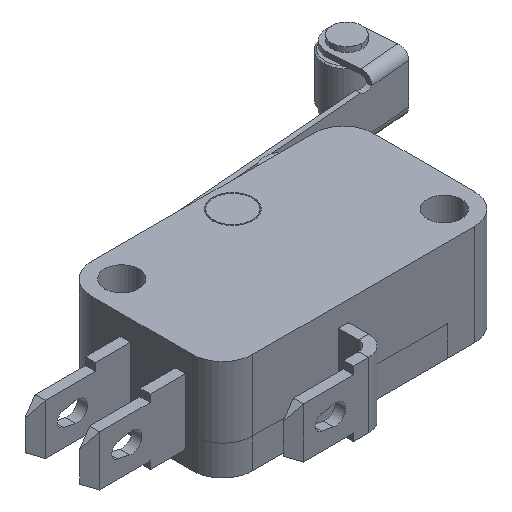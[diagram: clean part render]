
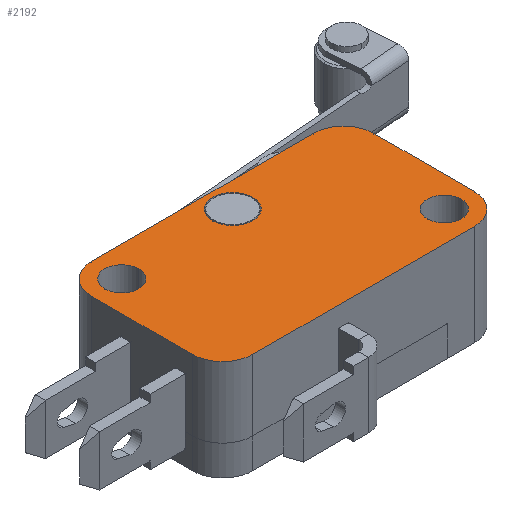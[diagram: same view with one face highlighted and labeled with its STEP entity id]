
A CAD part, isometric view. The second image highlights one B-rep face of the part: STEP entity #2192.
In plain terms, the highlighted planar face has unit normal (0, 0, 1).
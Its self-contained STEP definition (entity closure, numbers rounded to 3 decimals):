
#36 = VERTEX_POINT ( 'NONE', #2211 ) ;
#132 = ORIENTED_EDGE ( 'NONE', *, *, #142, .T. ) ;
#142 = EDGE_CURVE ( 'NONE', #5560, #2462, #1917, .T. ) ;
#234 = DIRECTION ( 'NONE',  ( -1., 0., 0. ) ) ;
#273 = CIRCLE ( 'NONE', #1397, 3. ) ;
#354 = VERTEX_POINT ( 'NONE', #6636 ) ;
#360 = DIRECTION ( 'NONE',  ( 0., 0., 1. ) ) ;
#439 = CARTESIAN_POINT ( 'NONE',  ( 11., 8., 10. ) ) ;
#444 = VECTOR ( 'NONE', #2970, 1000. ) ;
#478 = CARTESIAN_POINT ( 'NONE',  ( -1.5, 5.5, 10. ) ) ;
#492 = CIRCLE ( 'NONE', #6850, 1.7 ) ;
#553 = VECTOR ( 'NONE', #7395, 1000. ) ;
#577 = EDGE_CURVE ( 'NONE', #6554, #354, #5723, .T. ) ;
#594 = FACE_BOUND ( 'NONE', #4391, .T. ) ;
#664 = CIRCLE ( 'NONE', #7291, 3. ) ;
#968 = DIRECTION ( 'NONE',  ( 0., 0., -1. ) ) ;
#985 = ORIENTED_EDGE ( 'NONE', *, *, #5624, .T. ) ;
#1094 = AXIS2_PLACEMENT_3D ( 'NONE', #6473, #7710, #5868 ) ;
#1103 = EDGE_LOOP ( 'NONE', ( #6417, #5648 ) ) ;
#1312 = CARTESIAN_POINT ( 'NONE',  ( -14., -8., 10. ) ) ;
#1323 = DIRECTION ( 'NONE',  ( -1., 0., 0. ) ) ;
#1397 = AXIS2_PLACEMENT_3D ( 'NONE', #6232, #3283, #234 ) ;
#1436 = CARTESIAN_POINT ( 'NONE',  ( 11., -8., 10. ) ) ;
#1440 = CIRCLE ( 'NONE', #6898, 3. ) ;
#1462 = AXIS2_PLACEMENT_3D ( 'NONE', #2667, #7495, #2115 ) ;
#1511 = CARTESIAN_POINT ( 'NONE',  ( 9.3, -5., 10. ) ) ;
#1530 = DIRECTION ( 'NONE',  ( 0., 0., 1. ) ) ;
#1636 = CARTESIAN_POINT ( 'NONE',  ( -11., 5., 10. ) ) ;
#1730 = VERTEX_POINT ( 'NONE', #4502 ) ;
#1803 = DIRECTION ( 'NONE',  ( 0., 1., 0. ) ) ;
#1830 = VERTEX_POINT ( 'NONE', #7766 ) ;
#1889 = EDGE_CURVE ( 'NONE', #3287, #5290, #1440, .T. ) ;
#1917 = CIRCLE ( 'NONE', #3347, 3. ) ;
#1934 = CARTESIAN_POINT ( 'NONE',  ( -11., -5., 10. ) ) ;
#1976 = ORIENTED_EDGE ( 'NONE', *, *, #1889, .T. ) ;
#1982 = CIRCLE ( 'NONE', #2205, 1.7 ) ;
#2115 = DIRECTION ( 'NONE',  ( 1., 0., 0. ) ) ;
#2192 = ADVANCED_FACE ( 'NONE', ( #594, #3142, #5986, #3230 ), #2753, .F. ) ;
#2205 = AXIS2_PLACEMENT_3D ( 'NONE', #6028, #6572, #2985 ) ;
#2211 = CARTESIAN_POINT ( 'NONE',  ( -9.3, 5., 10. ) ) ;
#2226 = CIRCLE ( 'NONE', #6119, 1.7 ) ;
#2357 = VERTEX_POINT ( 'NONE', #3397 ) ;
#2419 = ORIENTED_EDGE ( 'NONE', *, *, #5321, .F. ) ;
#2462 = VERTEX_POINT ( 'NONE', #439 ) ;
#2581 = ORIENTED_EDGE ( 'NONE', *, *, #6839, .T. ) ;
#2630 = ORIENTED_EDGE ( 'NONE', *, *, #5726, .T. ) ;
#2651 = EDGE_CURVE ( 'NONE', #36, #6750, #492, .T. ) ;
#2667 = CARTESIAN_POINT ( 'NONE',  ( 11., -5., 10. ) ) ;
#2714 = LINE ( 'NONE', #3546, #444 ) ;
#2723 = CIRCLE ( 'NONE', #6719, 2. ) ;
#2753 = PLANE ( 'NONE',  #4883 ) ;
#2777 = CARTESIAN_POINT ( 'NONE',  ( 11., -5., 10. ) ) ;
#2790 = ORIENTED_EDGE ( 'NONE', *, *, #6316, .F. ) ;
#2804 = CARTESIAN_POINT ( 'NONE',  ( 0., 0., 10. ) ) ;
#2970 = DIRECTION ( 'NONE',  ( -1., 0., 0. ) ) ;
#2985 = DIRECTION ( 'NONE',  ( 1., 0., 0. ) ) ;
#3142 = FACE_BOUND ( 'NONE', #7164, .T. ) ;
#3153 = CARTESIAN_POINT ( 'NONE',  ( -11., -8., 10. ) ) ;
#3230 = FACE_OUTER_BOUND ( 'NONE', #4532, .T. ) ;
#3283 = DIRECTION ( 'NONE',  ( 0., 0., 1. ) ) ;
#3287 = VERTEX_POINT ( 'NONE', #5647 ) ;
#3298 = DIRECTION ( 'NONE',  ( 1., 0., 0. ) ) ;
#3347 = AXIS2_PLACEMENT_3D ( 'NONE', #7714, #5347, #5367 ) ;
#3397 = CARTESIAN_POINT ( 'NONE',  ( 2.5, 5.5, 10. ) ) ;
#3546 = CARTESIAN_POINT ( 'NONE',  ( -14., 8., 10. ) ) ;
#3580 = LINE ( 'NONE', #3684, #5567 ) ;
#3684 = CARTESIAN_POINT ( 'NONE',  ( 14., -8., 10. ) ) ;
#4240 = LINE ( 'NONE', #6835, #553 ) ;
#4348 = CARTESIAN_POINT ( 'NONE',  ( -11., 5., 10. ) ) ;
#4351 = VERTEX_POINT ( 'NONE', #1436 ) ;
#4391 = EDGE_LOOP ( 'NONE', ( #2419, #7828 ) ) ;
#4414 = CARTESIAN_POINT ( 'NONE',  ( -14., 5., 10. ) ) ;
#4502 = CARTESIAN_POINT ( 'NONE',  ( -11., 8., 10. ) ) ;
#4532 = EDGE_LOOP ( 'NONE', ( #5463, #1976, #2630, #5101, #6838, #132, #985, #2581 ) ) ;
#4544 = CARTESIAN_POINT ( 'NONE',  ( 0.5, 5.5, 10. ) ) ;
#4588 = CIRCLE ( 'NONE', #1094, 2. ) ;
#4661 = CARTESIAN_POINT ( 'NONE',  ( -12.7, 5., 10. ) ) ;
#4775 = VERTEX_POINT ( 'NONE', #478 ) ;
#4883 = AXIS2_PLACEMENT_3D ( 'NONE', #2804, #968, #7630 ) ;
#4920 = DIRECTION ( 'NONE',  ( 1., 0., 0. ) ) ;
#4980 = DIRECTION ( 'NONE',  ( 0., 0., 1. ) ) ;
#5082 = DIRECTION ( 'NONE',  ( 1., 0., 0. ) ) ;
#5101 = ORIENTED_EDGE ( 'NONE', *, *, #6498, .T. ) ;
#5244 = CARTESIAN_POINT ( 'NONE',  ( 14., 5., 10. ) ) ;
#5290 = VERTEX_POINT ( 'NONE', #3153 ) ;
#5308 = DIRECTION ( 'NONE',  ( 0., 0., 1. ) ) ;
#5321 = EDGE_CURVE ( 'NONE', #2357, #4775, #2723, .T. ) ;
#5347 = DIRECTION ( 'NONE',  ( 0., 0., 1. ) ) ;
#5367 = DIRECTION ( 'NONE',  ( -1., 0., 0. ) ) ;
#5463 = ORIENTED_EDGE ( 'NONE', *, *, #7545, .T. ) ;
#5560 = VERTEX_POINT ( 'NONE', #5244 ) ;
#5567 = VECTOR ( 'NONE', #1803, 1000. ) ;
#5624 = EDGE_CURVE ( 'NONE', #2462, #1730, #2714, .T. ) ;
#5647 = CARTESIAN_POINT ( 'NONE',  ( -14., -5., 10. ) ) ;
#5648 = ORIENTED_EDGE ( 'NONE', *, *, #577, .F. ) ;
#5723 = CIRCLE ( 'NONE', #1462, 1.7 ) ;
#5726 = EDGE_CURVE ( 'NONE', #5290, #4351, #7823, .T. ) ;
#5868 = DIRECTION ( 'NONE',  ( 1., 0., 0. ) ) ;
#5986 = FACE_BOUND ( 'NONE', #1103, .T. ) ;
#6028 = CARTESIAN_POINT ( 'NONE',  ( -11., 5., 10. ) ) ;
#6035 = EDGE_CURVE ( 'NONE', #354, #6554, #2226, .T. ) ;
#6119 = AXIS2_PLACEMENT_3D ( 'NONE', #2777, #360, #3298 ) ;
#6202 = EDGE_CURVE ( 'NONE', #4775, #2357, #4588, .T. ) ;
#6224 = DIRECTION ( 'NONE',  ( 1., 0., 0. ) ) ;
#6232 = CARTESIAN_POINT ( 'NONE',  ( 11., -5., 10. ) ) ;
#6316 = EDGE_CURVE ( 'NONE', #6750, #36, #1982, .T. ) ;
#6400 = VECTOR ( 'NONE', #4920, 1000. ) ;
#6417 = ORIENTED_EDGE ( 'NONE', *, *, #6035, .F. ) ;
#6473 = CARTESIAN_POINT ( 'NONE',  ( 0.5, 5.5, 10. ) ) ;
#6498 = EDGE_CURVE ( 'NONE', #4351, #1830, #273, .T. ) ;
#6554 = VERTEX_POINT ( 'NONE', #1511 ) ;
#6572 = DIRECTION ( 'NONE',  ( 0., 0., 1. ) ) ;
#6614 = ORIENTED_EDGE ( 'NONE', *, *, #2651, .F. ) ;
#6636 = CARTESIAN_POINT ( 'NONE',  ( 12.7, -5., 10. ) ) ;
#6719 = AXIS2_PLACEMENT_3D ( 'NONE', #4544, #1530, #5082 ) ;
#6746 = DIRECTION ( 'NONE',  ( 0., 0., 1. ) ) ;
#6750 = VERTEX_POINT ( 'NONE', #4661 ) ;
#6835 = CARTESIAN_POINT ( 'NONE',  ( -14., -8., 10. ) ) ;
#6838 = ORIENTED_EDGE ( 'NONE', *, *, #7432, .T. ) ;
#6839 = EDGE_CURVE ( 'NONE', #1730, #7614, #664, .T. ) ;
#6850 = AXIS2_PLACEMENT_3D ( 'NONE', #4348, #4980, #6224 ) ;
#6898 = AXIS2_PLACEMENT_3D ( 'NONE', #1934, #6746, #1323 ) ;
#7118 = DIRECTION ( 'NONE',  ( -1., 0., 0. ) ) ;
#7164 = EDGE_LOOP ( 'NONE', ( #6614, #2790 ) ) ;
#7291 = AXIS2_PLACEMENT_3D ( 'NONE', #1636, #5308, #7118 ) ;
#7395 = DIRECTION ( 'NONE',  ( 0., -1., 0. ) ) ;
#7432 = EDGE_CURVE ( 'NONE', #1830, #5560, #3580, .T. ) ;
#7495 = DIRECTION ( 'NONE',  ( 0., 0., 1. ) ) ;
#7545 = EDGE_CURVE ( 'NONE', #7614, #3287, #4240, .T. ) ;
#7614 = VERTEX_POINT ( 'NONE', #4414 ) ;
#7630 = DIRECTION ( 'NONE',  ( -1., 0., 0. ) ) ;
#7710 = DIRECTION ( 'NONE',  ( 0., 0., 1. ) ) ;
#7714 = CARTESIAN_POINT ( 'NONE',  ( 11., 5., 10. ) ) ;
#7766 = CARTESIAN_POINT ( 'NONE',  ( 14., -5., 10. ) ) ;
#7823 = LINE ( 'NONE', #1312, #6400 ) ;
#7828 = ORIENTED_EDGE ( 'NONE', *, *, #6202, .F. ) ;
